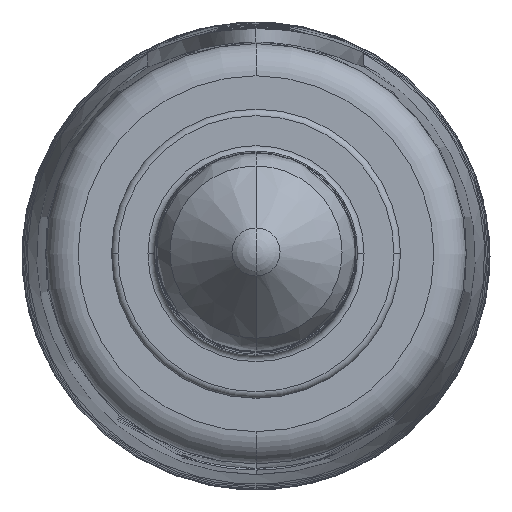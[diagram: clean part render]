
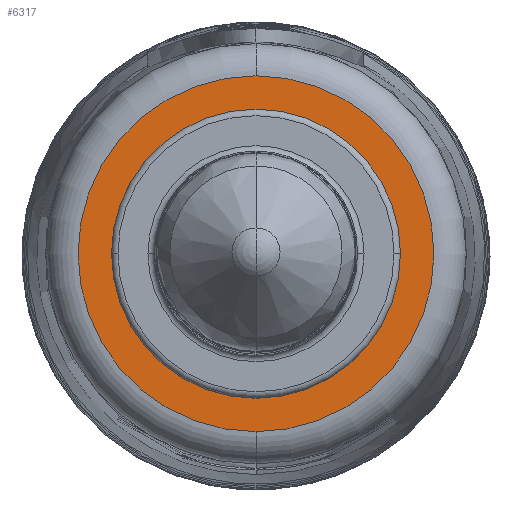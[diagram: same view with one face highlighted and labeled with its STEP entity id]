
A CAD part, top view. The second image highlights one B-rep face of the part: STEP entity #6317.
In plain terms, the highlighted planar face has unit normal (0, 0, 1).
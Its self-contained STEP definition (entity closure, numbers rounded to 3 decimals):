
#486=CARTESIAN_POINT('',(0.,0.,-23.75));
#487=DIRECTION('',(0.,0.,-1.));
#488=DIRECTION('',(1.,0.,0.));
#489=AXIS2_PLACEMENT_3D('',#486,#487,#488);
#491=CARTESIAN_POINT('',(0.,0.,-23.75));
#492=DIRECTION('',(0.,0.,-1.));
#493=DIRECTION('',(-1.,0.,0.));
#494=AXIS2_PLACEMENT_3D('',#491,#492,#493);
#504=CARTESIAN_POINT('',(0.,0.,-23.75));
#505=DIRECTION('',(0.,0.,1.));
#506=DIRECTION('',(0.,1.,0.));
#507=AXIS2_PLACEMENT_3D('',#504,#505,#506);
#519=CARTESIAN_POINT('',(0.,0.,-23.75));
#520=DIRECTION('',(0.,0.,1.));
#521=DIRECTION('',(0.,-1.,0.));
#522=AXIS2_PLACEMENT_3D('',#519,#520,#521);
#5462=CARTESIAN_POINT('',(0.,5.51,-23.75));
#5463=CARTESIAN_POINT('',(0.,-5.51,-23.75));
#5464=VERTEX_POINT('',#5462);
#5465=VERTEX_POINT('',#5463);
#5876=CARTESIAN_POINT('',(4.475,0.,-23.75));
#5877=CARTESIAN_POINT('',(-4.475,0.,-23.75));
#5878=VERTEX_POINT('',#5876);
#5879=VERTEX_POINT('',#5877);
#6301=CARTESIAN_POINT('',(0.,0.,-23.75));
#6302=DIRECTION('',(0.,0.,-1.));
#6303=DIRECTION('',(0.,1.,0.));
#6304=AXIS2_PLACEMENT_3D('',#6301,#6302,#6303);
#6305=PLANE('',#6304);
#6307=ORIENTED_EDGE('',*,*,#6306,.F.);
#6309=ORIENTED_EDGE('',*,*,#6308,.F.);
#6310=EDGE_LOOP('',(#6307,#6309));
#6311=FACE_OUTER_BOUND('',#6310,.F.);
#6312=ORIENTED_EDGE('',*,*,#6291,.F.);
#6314=ORIENTED_EDGE('',*,*,#6313,.F.);
#6315=EDGE_LOOP('',(#6312,#6314));
#6316=FACE_BOUND('',#6315,.F.);
#490=CIRCLE('',#489,4.475);
#495=CIRCLE('',#494,4.475);
#508=CIRCLE('',#507,5.51);
#523=CIRCLE('',#522,5.51);
#6291=EDGE_CURVE('',#5878,#5879,#490,.T.);
#6306=EDGE_CURVE('',#5464,#5465,#508,.T.);
#6308=EDGE_CURVE('',#5465,#5464,#523,.T.);
#6313=EDGE_CURVE('',#5879,#5878,#495,.T.);
#6317=ADVANCED_FACE('',(#6311,#6316),#6305,.F.);
